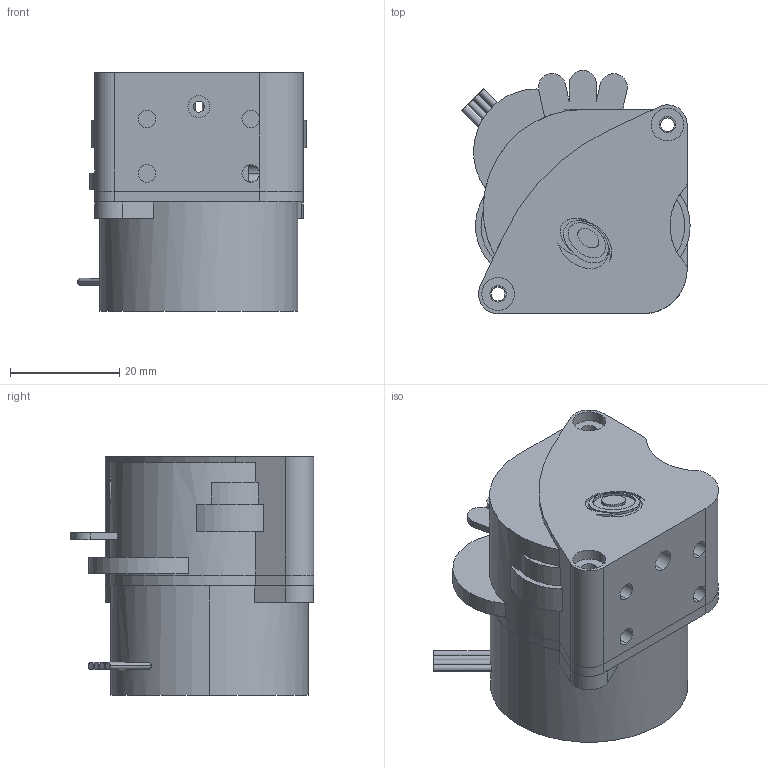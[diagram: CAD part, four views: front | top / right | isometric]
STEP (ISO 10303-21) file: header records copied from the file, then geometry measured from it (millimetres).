
FILE_DESCRIPTION (( 'STEP AP203' ), '1' );
FILE_NAME ('LGX-Lite Dummy.STEP', '2021-11-11T13:10:31', ( '' ), ( '' ), 'SwSTEP 2.0', 'SolidWorks 2021', '' );
FILE_SCHEMA (( 'CONFIG_CONTROL_DESIGN' ));
Length unit declared in the file: millimetre
Products named in the file (1): LGX-Lite Dummy
Bounding box: 41.8 x 44.57 x 43.65 mm (x, y, z)
Volume: 50300.2 mm3; surface area: 14940.1 mm2
Topology: 3 solids, 3 shells, 202 faces, 521 edges, 345 vertices
Faces by surface type: cylinder 89, plane 65, bspline 48
Entity records: 6841 total; most frequent: CARTESIAN_POINT 2004, ORIENTED_EDGE 1042, DIRECTION 884, EDGE_CURVE 521, VERTEX_POINT 345, AXIS2_PLACEMENT_3D 329, EDGE_LOOP 244, LINE 226
